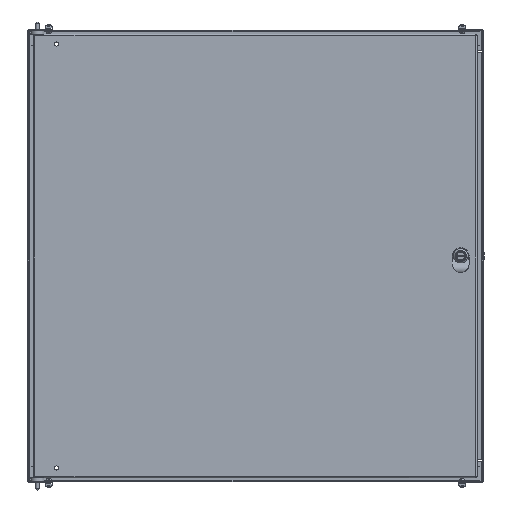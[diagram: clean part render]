
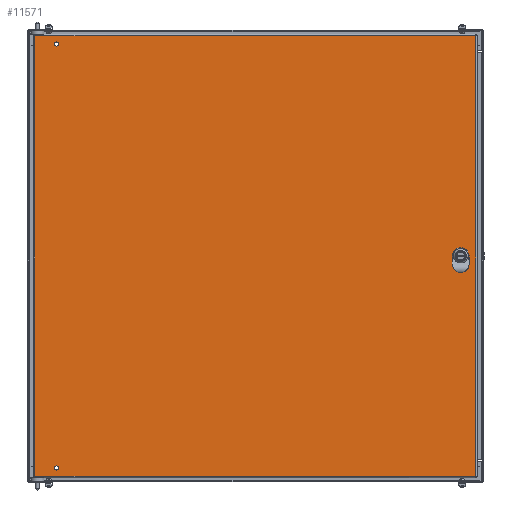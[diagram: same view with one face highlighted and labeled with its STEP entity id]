
A CAD part, top view. The second image highlights one B-rep face of the part: STEP entity #11571.
In plain terms, the highlighted planar face has unit normal (0, 0, 1).
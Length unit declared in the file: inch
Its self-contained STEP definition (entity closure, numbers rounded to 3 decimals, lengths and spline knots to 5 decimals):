
#379=FACE_BOUND($,#2138,.T.);
#380=FACE_BOUND($,#2139,.T.);
#381=FACE_BOUND($,#2140,.T.);
#382=FACE_BOUND($,#2141,.T.);
#859=CIRCLE($,#12347,0.453);
#861=CIRCLE($,#12351,0.453);
#863=CIRCLE($,#12355,0.453);
#865=CIRCLE($,#12359,0.453);
#871=CIRCLE($,#12369,0.15625);
#873=CIRCLE($,#12372,0.15625);
#2138=EDGE_LOOP($,(#9182,#9183,#9184,#9185,#9186,#9187,#9188,#9189));
#2139=EDGE_LOOP($,(#9190));
#2140=EDGE_LOOP($,(#9191));
#2141=EDGE_LOOP($,(#9192,#9193,#9194,#9195));
#3125=LINE($,#19023,#4191);
#3129=LINE($,#19035,#4195);
#3133=LINE($,#19047,#4199);
#3137=LINE($,#19057,#4203);
#3139=LINE($,#19091,#4205);
#3155=LINE($,#19193,#4221);
#3170=LINE($,#19293,#4236);
#3185=LINE($,#19392,#4251);
#4191=VECTOR($,#14496,0.42712);
#4195=VECTOR($,#14508,0.42712);
#4199=VECTOR($,#14520,0.42712);
#4203=VECTOR($,#14532,0.42712);
#4205=VECTOR($,#14560,33.5395);
#4221=VECTOR($,#14590,33.5395);
#4236=VECTOR($,#14619,33.5395);
#4251=VECTOR($,#14648,33.5395);
#5172=VERTEX_POINT($,#19014);
#5173=VERTEX_POINT($,#19016);
#5175=VERTEX_POINT($,#19022);
#5177=VERTEX_POINT($,#19028);
#5179=VERTEX_POINT($,#19034);
#5181=VERTEX_POINT($,#19040);
#5183=VERTEX_POINT($,#19046);
#5185=VERTEX_POINT($,#19052);
#5191=VERTEX_POINT($,#19071);
#5193=VERTEX_POINT($,#19076);
#5196=VERTEX_POINT($,#19082);
#5197=VERTEX_POINT($,#19090);
#5208=VERTEX_POINT($,#19185);
#5218=VERTEX_POINT($,#19285);
#6532=EDGE_CURVE($,#5173,#5172,#859,.T.);
#6535=EDGE_CURVE($,#5175,#5173,#3125,.T.);
#6538=EDGE_CURVE($,#5177,#5175,#861,.T.);
#6541=EDGE_CURVE($,#5179,#5177,#3129,.T.);
#6544=EDGE_CURVE($,#5181,#5179,#863,.T.);
#6547=EDGE_CURVE($,#5183,#5181,#3133,.T.);
#6550=EDGE_CURVE($,#5185,#5183,#865,.T.);
#6553=EDGE_CURVE($,#5172,#5185,#3137,.T.);
#6559=EDGE_CURVE($,#5191,#5191,#871,.T.);
#6561=EDGE_CURVE($,#5193,#5193,#873,.T.);
#6564=EDGE_CURVE($,#5197,#5196,#3139,.T.);
#6584=EDGE_CURVE($,#5196,#5208,#3155,.T.);
#6603=EDGE_CURVE($,#5208,#5218,#3170,.T.);
#6622=EDGE_CURVE($,#5218,#5197,#3185,.T.);
#9182=ORIENTED_EDGE($,*,*,#6532,.T.);
#9183=ORIENTED_EDGE($,*,*,#6553,.T.);
#9184=ORIENTED_EDGE($,*,*,#6550,.T.);
#9185=ORIENTED_EDGE($,*,*,#6547,.T.);
#9186=ORIENTED_EDGE($,*,*,#6544,.T.);
#9187=ORIENTED_EDGE($,*,*,#6541,.T.);
#9188=ORIENTED_EDGE($,*,*,#6538,.T.);
#9189=ORIENTED_EDGE($,*,*,#6535,.T.);
#9190=ORIENTED_EDGE($,*,*,#6559,.T.);
#9191=ORIENTED_EDGE($,*,*,#6561,.T.);
#9192=ORIENTED_EDGE($,*,*,#6564,.T.);
#9193=ORIENTED_EDGE($,*,*,#6584,.T.);
#9194=ORIENTED_EDGE($,*,*,#6603,.T.);
#9195=ORIENTED_EDGE($,*,*,#6622,.T.);
#10745=PLANE($,#12401);
#11571=ADVANCED_FACE($,(#379,#380,#381,#382),#10745,.T.);
#12347=AXIS2_PLACEMENT_3D($,#19017,#14490,#14491);
#12351=AXIS2_PLACEMENT_3D($,#19029,#14502,#14503);
#12355=AXIS2_PLACEMENT_3D($,#19041,#14514,#14515);
#12359=AXIS2_PLACEMENT_3D($,#19053,#14526,#14527);
#12369=AXIS2_PLACEMENT_3D($,#19072,#14549,#14550);
#12372=AXIS2_PLACEMENT_3D($,#19077,#14555,#14556);
#12401=AXIS2_PLACEMENT_3D($,#19478,#14673,#14674);
#14490=DIRECTION('center_axis',(0.,0.,-1.));
#14491=DIRECTION('ref_axis',(0.882,0.471,0.));
#14496=DIRECTION($,(1.,0.,0.));
#14502=DIRECTION('center_axis',(0.,0.,-1.));
#14503=DIRECTION('ref_axis',(-0.471,0.882,0.));
#14508=DIRECTION($,(0.,1.,0.));
#14514=DIRECTION('center_axis',(0.,0.,-1.));
#14515=DIRECTION('ref_axis',(-0.882,-0.471,0.));
#14520=DIRECTION($,(-1.,0.,0.));
#14526=DIRECTION('center_axis',(0.,0.,-1.));
#14527=DIRECTION('ref_axis',(0.471,-0.882,0.));
#14532=DIRECTION($,(0.,-1.,0.));
#14549=DIRECTION('center_axis',(0.,0.,-1.));
#14550=DIRECTION('ref_axis',(-1.,0.,0.));
#14555=DIRECTION('center_axis',(0.,0.,-1.));
#14556=DIRECTION('ref_axis',(-1.,0.,0.));
#14560=DIRECTION($,(0.,-1.,0.));
#14590=DIRECTION($,(1.,0.,0.));
#14619=DIRECTION($,(0.,1.,0.));
#14648=DIRECTION($,(-1.,0.,0.));
#14673=DIRECTION('center_axis',(0.,0.,1.));
#14674=DIRECTION('ref_axis',(1.,0.,0.));
#19014=CARTESIAN_POINT('',(19.3666,1.70706,0.074));
#19016=CARTESIAN_POINT('',(19.18072,1.893,0.074));
#19017=CARTESIAN_POINT('Origin',(18.96707,1.49354,0.074));
#19022=CARTESIAN_POINT('',(18.7536,1.893,0.074));
#19023=CARTESIAN_POINT($,(11.26141,1.893,0.074));
#19028=CARTESIAN_POINT('',(18.5676,1.70706,0.074));
#19029=CARTESIAN_POINT('Origin',(18.96707,1.49345,0.074));
#19034=CARTESIAN_POINT('',(18.5676,1.27993,0.074));
#19035=CARTESIAN_POINT($,(18.5676,1.60028,0.074));
#19040=CARTESIAN_POINT('',(18.75353,1.094,0.074));
#19041=CARTESIAN_POINT('Origin',(18.9671,1.4935,0.074));
#19046=CARTESIAN_POINT('',(19.18066,1.094,0.074));
#19047=CARTESIAN_POINT($,(11.04781,1.094,0.074));
#19052=CARTESIAN_POINT('',(19.3666,1.27993,0.074));
#19053=CARTESIAN_POINT('Origin',(18.9671,1.4935,0.074));
#19057=CARTESIAN_POINT($,(19.3666,1.38671,0.074));
#19071=CARTESIAN_POINT('',(-11.62665,-14.6315,0.074));
#19072=CARTESIAN_POINT('Origin',(-11.7829,-14.6315,0.074));
#19076=CARTESIAN_POINT('',(-11.62665,17.6185,0.074));
#19077=CARTESIAN_POINT('Origin',(-11.7829,17.6185,0.074));
#19082=CARTESIAN_POINT('',(-13.42765,-15.27625,0.074));
#19090=CARTESIAN_POINT('',(-13.42765,18.26325,0.074));
#19091=CARTESIAN_POINT($,(-13.42765,9.87837,0.074));
#19185=CARTESIAN_POINT('',(20.11185,-15.27625,0.074));
#19193=CARTESIAN_POINT($,(-5.04278,-15.27625,0.074));
#19285=CARTESIAN_POINT('',(20.11185,18.26325,0.074));
#19293=CARTESIAN_POINT($,(20.11185,-6.89138,0.074));
#19392=CARTESIAN_POINT($,(11.72697,18.26325,0.074));
#19478=CARTESIAN_POINT('Origin',(3.3421,1.4935,0.074));
